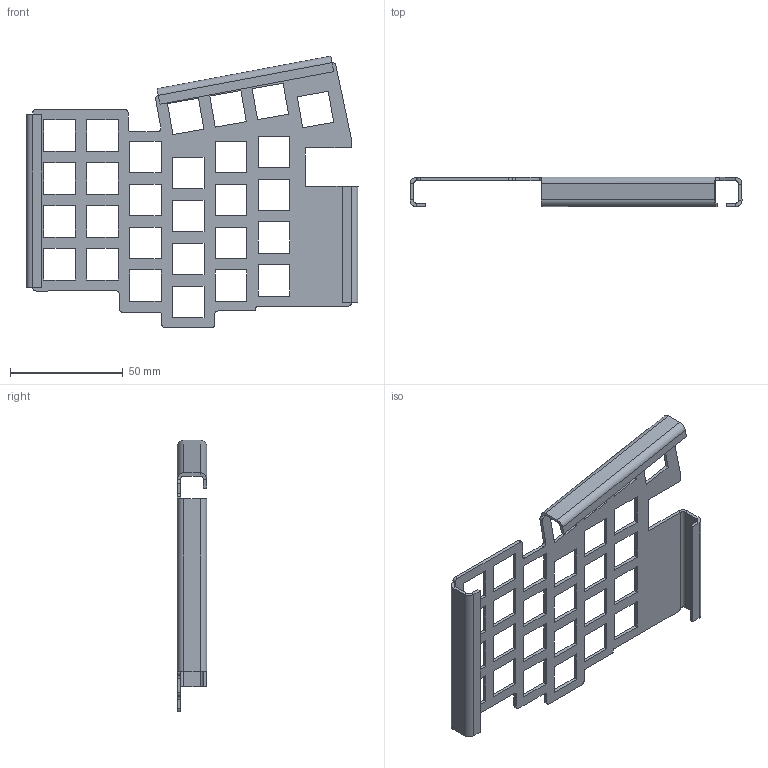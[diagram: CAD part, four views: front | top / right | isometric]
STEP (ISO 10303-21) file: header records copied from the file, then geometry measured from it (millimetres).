
FILE_DESCRIPTION(/* description */ (''),/* implementation_level */ '2;1');
FILE_NAME(/* name */ 'Untitled.step',/* time_stamp */ '2025-05-29T23:18:46-07:00',/* author */ (''),/* organization */ (''),/* preprocessor_version */ 'ST-DEVELOPER v20.1',/* originating_system */ 'Autodesk Translation Framework v14.10.0.0',/* authorisation */ '');
FILE_SCHEMA (('AUTOMOTIVE_DESIGN { 1 0 10303 214 3 1 1 }'));
Length unit declared in the file: millimetre
Products named in the file (1): (Unsaved)
Bounding box: 147.45 x 13.11 x 120.68 mm (x, y, z)
Volume: 16966.6 mm3; surface area: 25967.3 mm2
Topology: 1 solids, 1 shells, 199 faces, 547 edges, 350 vertices
Faces by surface type: plane 169, cylinder 29, bspline 1
Entity records: 6359 total; most frequent: CARTESIAN_POINT 1158, ORIENTED_EDGE 1094, DIRECTION 985, EDGE_CURVE 547, LINE 487, VECTOR 487, VERTEX_POINT 350, EDGE_LOOP 255
